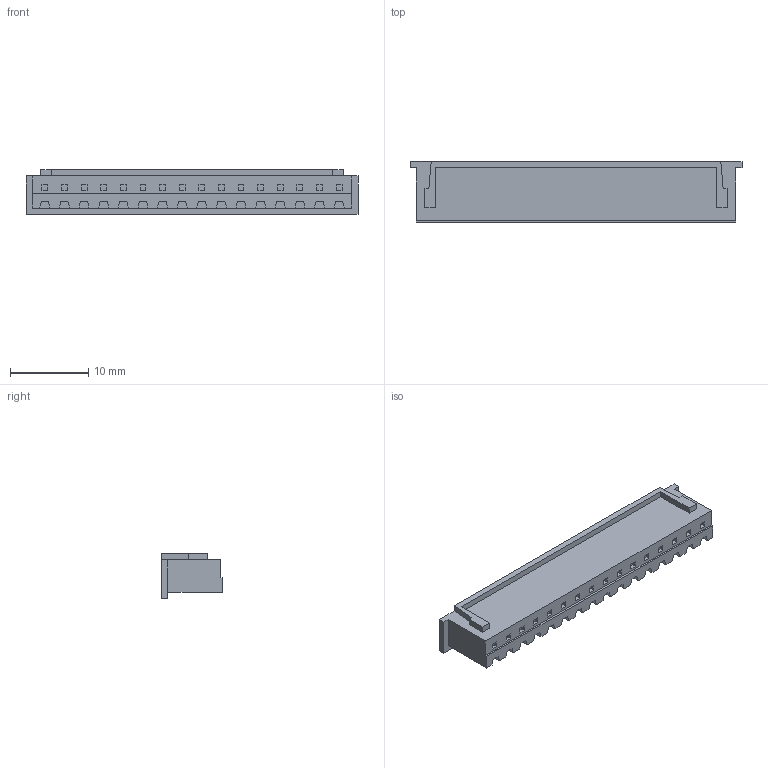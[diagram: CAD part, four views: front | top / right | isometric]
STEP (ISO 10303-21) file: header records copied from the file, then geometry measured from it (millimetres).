
FILE_DESCRIPTION (( 'STEP AP214' ), '1' );
FILE_NAME ('XHP-16.STEP', '2011-06-08T08:45:40', ( '9g-mnaganawa' ), ( 'ｊｓｔ－ｏｅｃ' ), 'SwSTEP 2.0', 'SolidWorks 2005235', '' );
FILE_SCHEMA (( 'AUTOMOTIVE_DESIGN' ));
Length unit declared in the file: millimetre
Products named in the file (1): XHP-16
Bounding box: 42.3 x 7.75 x 5.7 mm (x, y, z)
Volume: 1248.8 mm3; surface area: 1347.1 mm2
Topology: 1 solids, 1 shells, 312 faces, 834 edges, 556 vertices
Faces by surface type: plane 312
Entity records: 9541 total; most frequent: CARTESIAN_POINT 1703, ORIENTED_EDGE 1668, DIRECTION 1460, EDGE_CURVE 834, VECTOR 834, LINE 834, VERTEX_POINT 556, EDGE_LOOP 344
